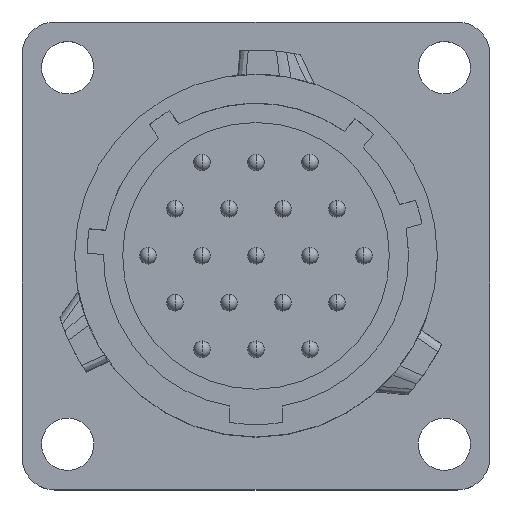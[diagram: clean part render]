
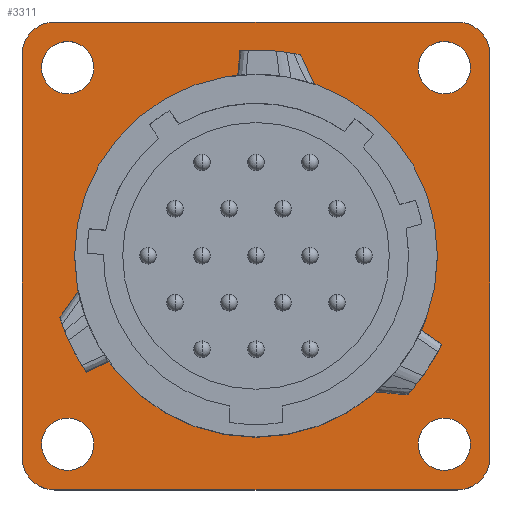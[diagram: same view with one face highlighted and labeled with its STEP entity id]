
A CAD part, top view. The second image highlights one B-rep face of the part: STEP entity #3311.
In plain terms, the highlighted planar face has unit normal (0, 0, 1).
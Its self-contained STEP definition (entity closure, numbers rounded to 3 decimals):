
#170=CARTESIAN_POINT('',(0.,0.,0.));
#171=DIRECTION('',(0.,0.,-1.));
#172=DIRECTION('',(1.,0.,0.));
#173=AXIS2_PLACEMENT_3D('',#170,#171,#172);
#261=CARTESIAN_POINT('',(0.,0.,0.));
#262=DIRECTION('',(0.,0.,-1.));
#263=DIRECTION('',(-1.,0.,0.));
#264=AXIS2_PLACEMENT_3D('',#261,#262,#263);
#297=CARTESIAN_POINT('',(12.3,12.3,0.));
#298=DIRECTION('',(0.,0.,-1.));
#299=DIRECTION('',(0.,1.,0.));
#300=AXIS2_PLACEMENT_3D('',#297,#298,#299);
#302=DIRECTION('',(0.,-1.,0.));
#303=VECTOR('',#302,24.6);
#304=CARTESIAN_POINT('',(14.3,12.3,0.));
#305=LINE('',#304,#303);
#306=CARTESIAN_POINT('',(12.3,-12.3,0.));
#307=DIRECTION('',(0.,0.,-1.));
#308=DIRECTION('',(1.,0.,0.));
#309=AXIS2_PLACEMENT_3D('',#306,#307,#308);
#311=DIRECTION('',(-1.,0.,0.));
#312=VECTOR('',#311,24.6);
#313=CARTESIAN_POINT('',(12.3,-14.3,0.));
#314=LINE('',#313,#312);
#315=CARTESIAN_POINT('',(-12.3,-12.3,0.));
#316=DIRECTION('',(0.,0.,-1.));
#317=DIRECTION('',(0.,-1.,0.));
#318=AXIS2_PLACEMENT_3D('',#315,#316,#317);
#320=DIRECTION('',(0.,1.,0.));
#321=VECTOR('',#320,24.6);
#322=CARTESIAN_POINT('',(-14.3,-12.3,0.));
#323=LINE('',#322,#321);
#324=CARTESIAN_POINT('',(-12.3,12.3,0.));
#325=DIRECTION('',(0.,0.,-1.));
#326=DIRECTION('',(-1.,0.,0.));
#327=AXIS2_PLACEMENT_3D('',#324,#325,#326);
#329=DIRECTION('',(1.,0.,0.));
#330=VECTOR('',#329,24.6);
#331=CARTESIAN_POINT('',(-12.3,14.3,0.));
#332=LINE('',#331,#330);
#333=CARTESIAN_POINT('',(11.505,11.505,0.));
#334=DIRECTION('',(0.,0.,1.));
#335=DIRECTION('',(-1.,0.,0.));
#336=AXIS2_PLACEMENT_3D('',#333,#334,#335);
#338=CARTESIAN_POINT('',(11.505,11.505,0.));
#339=DIRECTION('',(0.,0.,1.));
#340=DIRECTION('',(1.,0.,0.));
#341=AXIS2_PLACEMENT_3D('',#338,#339,#340);
#343=CARTESIAN_POINT('',(-11.505,11.505,0.));
#344=DIRECTION('',(0.,0.,1.));
#345=DIRECTION('',(-1.,0.,0.));
#346=AXIS2_PLACEMENT_3D('',#343,#344,#345);
#348=CARTESIAN_POINT('',(-11.505,11.505,0.));
#349=DIRECTION('',(0.,0.,1.));
#350=DIRECTION('',(1.,0.,0.));
#351=AXIS2_PLACEMENT_3D('',#348,#349,#350);
#353=CARTESIAN_POINT('',(-11.505,-11.505,0.));
#354=DIRECTION('',(0.,0.,1.));
#355=DIRECTION('',(-1.,0.,0.));
#356=AXIS2_PLACEMENT_3D('',#353,#354,#355);
#358=CARTESIAN_POINT('',(-11.505,-11.505,0.));
#359=DIRECTION('',(0.,0.,1.));
#360=DIRECTION('',(1.,0.,0.));
#361=AXIS2_PLACEMENT_3D('',#358,#359,#360);
#363=CARTESIAN_POINT('',(11.505,-11.505,0.));
#364=DIRECTION('',(0.,0.,1.));
#365=DIRECTION('',(-1.,0.,0.));
#366=AXIS2_PLACEMENT_3D('',#363,#364,#365);
#368=CARTESIAN_POINT('',(11.505,-11.505,0.));
#369=DIRECTION('',(0.,0.,1.));
#370=DIRECTION('',(1.,0.,0.));
#371=AXIS2_PLACEMENT_3D('',#368,#369,#370);
#2779=CARTESIAN_POINT('',(9.905,11.505,0.));
#2780=CARTESIAN_POINT('',(13.105,11.505,0.));
#2781=VERTEX_POINT('',#2779);
#2782=VERTEX_POINT('',#2780);
#2783=CARTESIAN_POINT('',(-13.105,11.505,0.));
#2784=CARTESIAN_POINT('',(-9.905,11.505,0.));
#2785=VERTEX_POINT('',#2783);
#2786=VERTEX_POINT('',#2784);
#2787=CARTESIAN_POINT('',(-13.105,-11.505,0.));
#2788=CARTESIAN_POINT('',(-9.905,-11.505,0.));
#2789=VERTEX_POINT('',#2787);
#2790=VERTEX_POINT('',#2788);
#2791=CARTESIAN_POINT('',(9.905,-11.505,0.));
#2792=CARTESIAN_POINT('',(13.105,-11.505,0.));
#2793=VERTEX_POINT('',#2791);
#2794=VERTEX_POINT('',#2792);
#2795=CARTESIAN_POINT('',(12.3,14.3,0.));
#2796=CARTESIAN_POINT('',(14.3,12.3,0.));
#2797=VERTEX_POINT('',#2795);
#2798=VERTEX_POINT('',#2796);
#2799=CARTESIAN_POINT('',(14.3,-12.3,0.));
#2800=VERTEX_POINT('',#2799);
#2801=CARTESIAN_POINT('',(12.3,-14.3,0.));
#2802=VERTEX_POINT('',#2801);
#2803=CARTESIAN_POINT('',(-12.3,-14.3,0.));
#2804=VERTEX_POINT('',#2803);
#2805=CARTESIAN_POINT('',(-14.3,-12.3,0.));
#2806=VERTEX_POINT('',#2805);
#2807=CARTESIAN_POINT('',(-14.3,12.3,0.));
#2808=VERTEX_POINT('',#2807);
#2809=CARTESIAN_POINT('',(-12.3,14.3,0.));
#2810=VERTEX_POINT('',#2809);
#2843=CARTESIAN_POINT('',(-11.085,0.,0.));
#2844=CARTESIAN_POINT('',(11.085,0.,0.));
#2845=VERTEX_POINT('',#2843);
#2846=VERTEX_POINT('',#2844);
#3260=CARTESIAN_POINT('',(0.,0.,0.));
#3261=DIRECTION('',(0.,0.,-1.));
#3262=DIRECTION('',(-1.,0.,0.));
#3263=AXIS2_PLACEMENT_3D('',#3260,#3261,#3262);
#3264=PLANE('',#3263);
#3266=ORIENTED_EDGE('',*,*,#3265,.T.);
#3268=ORIENTED_EDGE('',*,*,#3267,.T.);
#3270=ORIENTED_EDGE('',*,*,#3269,.T.);
#3272=ORIENTED_EDGE('',*,*,#3271,.T.);
#3274=ORIENTED_EDGE('',*,*,#3273,.T.);
#3276=ORIENTED_EDGE('',*,*,#3275,.T.);
#3278=ORIENTED_EDGE('',*,*,#3277,.T.);
#3280=ORIENTED_EDGE('',*,*,#3279,.T.);
#3281=EDGE_LOOP('',(#3266,#3268,#3270,#3272,#3274,#3276,#3278,#3280));
#3282=FACE_OUTER_BOUND('',#3281,.F.);
#3284=ORIENTED_EDGE('',*,*,#3283,.T.);
#3286=ORIENTED_EDGE('',*,*,#3285,.T.);
#3287=EDGE_LOOP('',(#3284,#3286));
#3288=FACE_BOUND('',#3287,.F.);
#3290=ORIENTED_EDGE('',*,*,#3289,.T.);
#3292=ORIENTED_EDGE('',*,*,#3291,.T.);
#3293=EDGE_LOOP('',(#3290,#3292));
#3294=FACE_BOUND('',#3293,.F.);
#3296=ORIENTED_EDGE('',*,*,#3295,.T.);
#3298=ORIENTED_EDGE('',*,*,#3297,.T.);
#3299=EDGE_LOOP('',(#3296,#3298));
#3300=FACE_BOUND('',#3299,.F.);
#3302=ORIENTED_EDGE('',*,*,#3301,.T.);
#3304=ORIENTED_EDGE('',*,*,#3303,.T.);
#3305=EDGE_LOOP('',(#3302,#3304));
#3306=FACE_BOUND('',#3305,.F.);
#3307=ORIENTED_EDGE('',*,*,#3235,.F.);
#3308=ORIENTED_EDGE('',*,*,#3182,.F.);
#3309=EDGE_LOOP('',(#3307,#3308));
#3310=FACE_BOUND('',#3309,.F.);
#3311=ADVANCED_FACE('',(#3282,#3288,#3294,#3300,#3306,#3310),#3264,.F.);
#174=CIRCLE('',#173,11.085);
#265=CIRCLE('',#264,11.085);
#301=CIRCLE('',#300,2.);
#310=CIRCLE('',#309,2.);
#319=CIRCLE('',#318,2.);
#328=CIRCLE('',#327,2.);
#337=CIRCLE('',#336,1.6);
#342=CIRCLE('',#341,1.6);
#347=CIRCLE('',#346,1.6);
#352=CIRCLE('',#351,1.6);
#357=CIRCLE('',#356,1.6);
#362=CIRCLE('',#361,1.6);
#367=CIRCLE('',#366,1.6);
#372=CIRCLE('',#371,1.6);
#3182=EDGE_CURVE('',#2846,#2845,#174,.T.);
#3235=EDGE_CURVE('',#2845,#2846,#265,.T.);
#3265=EDGE_CURVE('',#2797,#2798,#301,.T.);
#3267=EDGE_CURVE('',#2798,#2800,#305,.T.);
#3269=EDGE_CURVE('',#2800,#2802,#310,.T.);
#3271=EDGE_CURVE('',#2802,#2804,#314,.T.);
#3273=EDGE_CURVE('',#2804,#2806,#319,.T.);
#3275=EDGE_CURVE('',#2806,#2808,#323,.T.);
#3277=EDGE_CURVE('',#2808,#2810,#328,.T.);
#3279=EDGE_CURVE('',#2810,#2797,#332,.T.);
#3283=EDGE_CURVE('',#2781,#2782,#337,.T.);
#3285=EDGE_CURVE('',#2782,#2781,#342,.T.);
#3289=EDGE_CURVE('',#2785,#2786,#347,.T.);
#3291=EDGE_CURVE('',#2786,#2785,#352,.T.);
#3295=EDGE_CURVE('',#2789,#2790,#357,.T.);
#3297=EDGE_CURVE('',#2790,#2789,#362,.T.);
#3301=EDGE_CURVE('',#2793,#2794,#367,.T.);
#3303=EDGE_CURVE('',#2794,#2793,#372,.T.);
